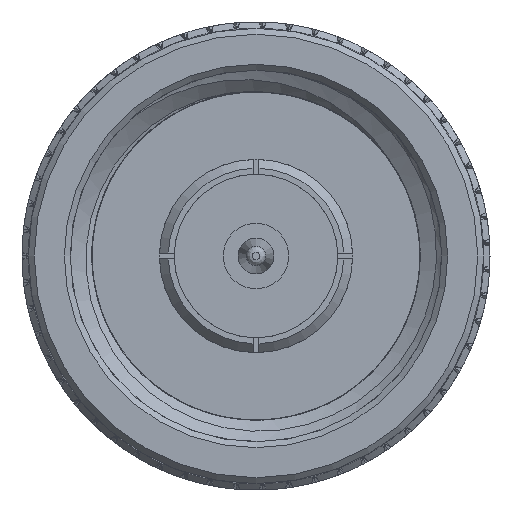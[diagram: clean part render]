
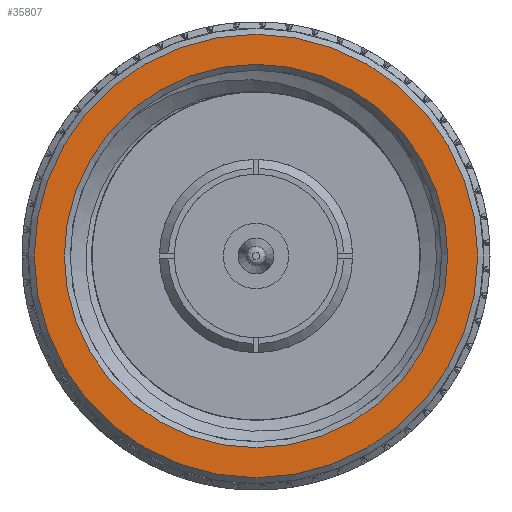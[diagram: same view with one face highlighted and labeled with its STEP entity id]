
A CAD part, left-side view. The second image highlights one B-rep face of the part: STEP entity #35807.
In plain terms, the highlighted planar face has unit normal (-1, 0, 0).
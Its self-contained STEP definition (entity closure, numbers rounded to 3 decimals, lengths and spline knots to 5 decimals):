
#2199 = DIRECTION ( 'NONE',  ( 0., 0., 1. ) ) ;
#15091 = CARTESIAN_POINT ( 'NONE',  ( 0., 0., 0. ) ) ;
#15753 = CIRCLE ( 'NONE', #64902, 0.37309 ) ;
#17126 = VERTEX_POINT ( 'NONE', #30141 ) ;
#18928 = FACE_BOUND ( 'NONE', #79796, .T. ) ;
#22434 = DIRECTION ( 'NONE',  ( 1., 0., 0. ) ) ;
#25136 = EDGE_CURVE ( 'NONE', #88637, #88637, #15753, .T. ) ;
#30141 = CARTESIAN_POINT ( 'NONE',  ( 0., 0., 0.3225 ) ) ;
#35807 = ADVANCED_FACE ( 'NONE', ( #51146, #18928 ), #53569, .T. ) ;
#38571 = EDGE_LOOP ( 'NONE', ( #77153 ) ) ;
#42183 = CARTESIAN_POINT ( 'NONE',  ( 0., 0., 0. ) ) ;
#42986 = CIRCLE ( 'NONE', #92165, 0.3225 ) ;
#51146 = FACE_OUTER_BOUND ( 'NONE', #38571, .T. ) ;
#53569 = PLANE ( 'NONE',  #94023 ) ;
#64902 = AXIS2_PLACEMENT_3D ( 'NONE', #42183, #72506, #79663 ) ;
#66487 = ORIENTED_EDGE ( 'NONE', *, *, #93552, .T. ) ;
#72506 = DIRECTION ( 'NONE',  ( -1., 0., 0. ) ) ;
#74860 = DIRECTION ( 'NONE',  ( -1., 0., 0. ) ) ;
#77153 = ORIENTED_EDGE ( 'NONE', *, *, #25136, .T. ) ;
#77414 = DIRECTION ( 'NONE',  ( 0., -1., 0. ) ) ;
#79663 = DIRECTION ( 'NONE',  ( 0., 1., 0. ) ) ;
#79796 = EDGE_LOOP ( 'NONE', ( #66487 ) ) ;
#88637 = VERTEX_POINT ( 'NONE', #94733 ) ;
#90712 = CARTESIAN_POINT ( 'NONE',  ( 0., 0.38309, 0. ) ) ;
#92165 = AXIS2_PLACEMENT_3D ( 'NONE', #15091, #22434, #2199 ) ;
#93552 = EDGE_CURVE ( 'NONE', #17126, #17126, #42986, .T. ) ;
#94023 = AXIS2_PLACEMENT_3D ( 'NONE', #90712, #74860, #77414 ) ;
#94733 = CARTESIAN_POINT ( 'NONE',  ( 0., 0.37309, 0. ) ) ;
